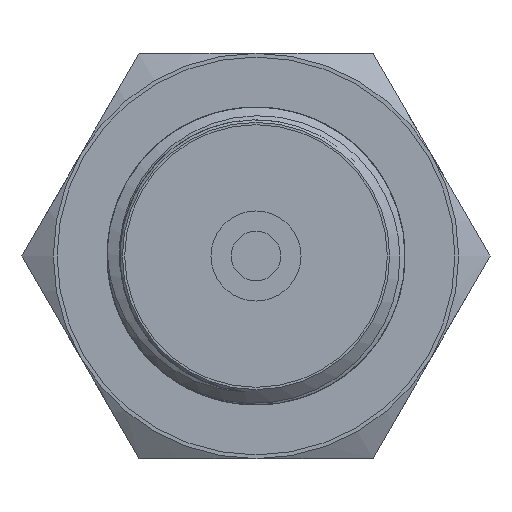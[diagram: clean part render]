
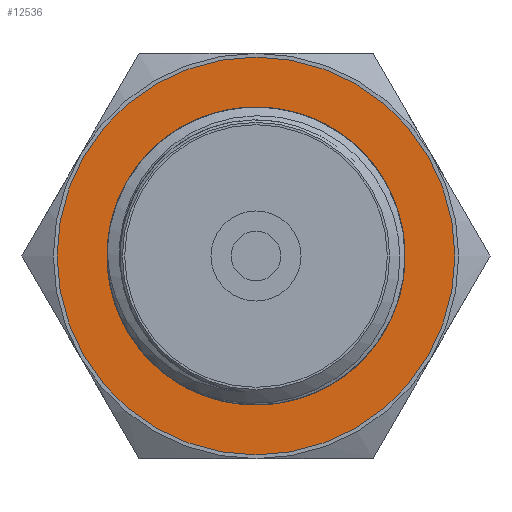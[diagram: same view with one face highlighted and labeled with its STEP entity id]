
A CAD part, left-side view. The second image highlights one B-rep face of the part: STEP entity #12536.
In plain terms, the highlighted planar face has unit normal (-1, 0, 0).
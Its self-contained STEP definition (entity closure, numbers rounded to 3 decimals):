
#496=FACE_BOUND('',#2235,.T.);
#697=PLANE('',#13319);
#1446=FACE_OUTER_BOUND('',#2234,.T.);
#2234=EDGE_LOOP('',(#11474));
#2235=EDGE_LOOP('',(#11475));
#2592=CIRCLE('',#13318,9.9);
#2593=CIRCLE('',#13320,13.25);
#6041=VERTEX_POINT('',#36000);
#6042=VERTEX_POINT('',#36004);
#7908=EDGE_CURVE('',#6041,#6041,#2592,.T.);
#7909=EDGE_CURVE('',#6042,#6042,#2593,.T.);
#11474=ORIENTED_EDGE('',*,*,#7909,.F.);
#11475=ORIENTED_EDGE('',*,*,#7908,.T.);
#12536=ADVANCED_FACE('',(#1446,#496),#697,.T.);
#13318=AXIS2_PLACEMENT_3D('',#36002,#15507,#15508);
#13319=AXIS2_PLACEMENT_3D('',#36003,#15509,#15510);
#13320=AXIS2_PLACEMENT_3D('',#36005,#15511,#15512);
#15507=DIRECTION('center_axis',(1.,0.,0.));
#15508=DIRECTION('ref_axis',(0.,0.,-1.));
#15509=DIRECTION('center_axis',(-1.,0.,0.));
#15510=DIRECTION('ref_axis',(0.,0.,1.));
#15511=DIRECTION('center_axis',(1.,0.,0.));
#15512=DIRECTION('ref_axis',(0.,0.,-1.));
#36000=CARTESIAN_POINT('',(23.,0.,9.9));
#36002=CARTESIAN_POINT('Origin',(23.,0.,0.));
#36003=CARTESIAN_POINT('Origin',(23.,13.25,0.));
#36004=CARTESIAN_POINT('',(23.,-13.25,0.));
#36005=CARTESIAN_POINT('Origin',(23.,0.,0.));
